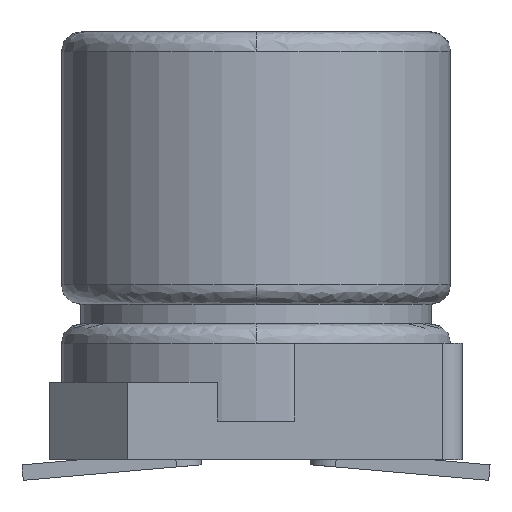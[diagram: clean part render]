
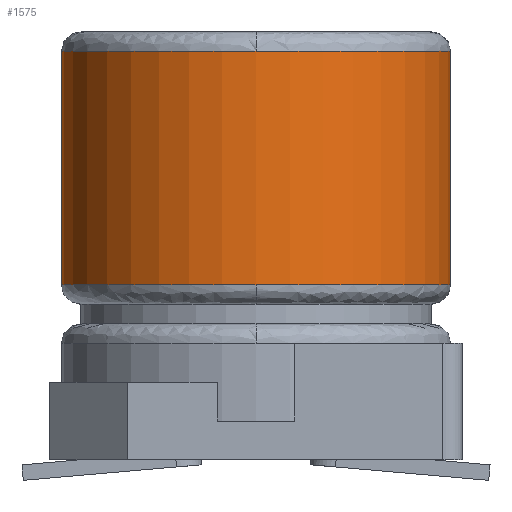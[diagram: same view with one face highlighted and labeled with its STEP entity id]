
A CAD part, front view. The second image highlights one B-rep face of the part: STEP entity #1575.
In plain terms, the highlighted cylindrical face has radius 2.5 mm (diameter 5 mm), a partial arc.
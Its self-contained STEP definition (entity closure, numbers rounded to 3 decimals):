
#38 = CARTESIAN_POINT ( 'NONE',  ( 0., 0., 0. ) ) ;
#182 = DIRECTION ( 'NONE',  ( 0., 0., 1. ) ) ;
#271 = DIRECTION ( 'NONE',  ( 1., 0., 0. ) ) ;
#336 = DIRECTION ( 'NONE',  ( 0., 0., 1. ) ) ;
#365 = ORIENTED_EDGE ( 'NONE', *, *, #1723, .F. ) ;
#375 = LINE ( 'NONE', #1293, #3093 ) ;
#434 = VERTEX_POINT ( 'NONE', #3121 ) ;
#459 = ORIENTED_EDGE ( 'NONE', *, *, #2739, .T. ) ;
#487 = CARTESIAN_POINT ( 'NONE',  ( 0., -2.5, 2.25 ) ) ;
#515 = CYLINDRICAL_SURFACE ( 'NONE', #3316, 2.5 ) ;
#551 = DIRECTION ( 'NONE',  ( 0., 0., 1. ) ) ;
#614 = CIRCLE ( 'NONE', #926, 2.5 ) ;
#632 = ORIENTED_EDGE ( 'NONE', *, *, #2824, .T. ) ;
#641 = CARTESIAN_POINT ( 'NONE',  ( -2.5, 0., 5.25 ) ) ;
#646 = DIRECTION ( 'NONE',  ( 0., 0., 1. ) ) ;
#797 = DIRECTION ( 'NONE',  ( 0., 0., 1. ) ) ;
#873 = ORIENTED_EDGE ( 'NONE', *, *, #1767, .T. ) ;
#926 = AXIS2_PLACEMENT_3D ( 'NONE', #1653, #2418, #1110 ) ;
#965 = VECTOR ( 'NONE', #182, 1000. ) ;
#1091 = CARTESIAN_POINT ( 'NONE',  ( -2.5, 0., 2.25 ) ) ;
#1110 = DIRECTION ( 'NONE',  ( 1., 0., 0. ) ) ;
#1135 = DIRECTION ( 'NONE',  ( 1., 0., 0. ) ) ;
#1286 = AXIS2_PLACEMENT_3D ( 'NONE', #1852, #551, #271 ) ;
#1293 = CARTESIAN_POINT ( 'NONE',  ( 2.5, 0., 0. ) ) ;
#1303 = ORIENTED_EDGE ( 'NONE', *, *, #2545, .T. ) ;
#1521 = VERTEX_POINT ( 'NONE', #487 ) ;
#1535 = CARTESIAN_POINT ( 'NONE',  ( 2.5, 0., 5.25 ) ) ;
#1572 = ORIENTED_EDGE ( 'NONE', *, *, #2115, .T. ) ;
#1575 = ADVANCED_FACE ( 'NONE', ( #1961 ), #515, .T. ) ;
#1639 = CARTESIAN_POINT ( 'NONE',  ( 0., -2.5, 5.25 ) ) ;
#1653 = CARTESIAN_POINT ( 'NONE',  ( 0., 0., 5.25 ) ) ;
#1723 = EDGE_CURVE ( 'NONE', #1937, #3415, #2774, .T. ) ;
#1762 = DIRECTION ( 'NONE',  ( 1., 0., 0. ) ) ;
#1767 = EDGE_CURVE ( 'NONE', #3114, #2725, #2972, .T. ) ;
#1852 = CARTESIAN_POINT ( 'NONE',  ( 0., 0., 2.25 ) ) ;
#1937 = VERTEX_POINT ( 'NONE', #1091 ) ;
#1961 = FACE_OUTER_BOUND ( 'NONE', #2675, .T. ) ;
#2019 = DIRECTION ( 'NONE',  ( 0., 0., -1. ) ) ;
#2083 = CIRCLE ( 'NONE', #1286, 2.5 ) ;
#2115 = EDGE_CURVE ( 'NONE', #1521, #434, #2083, .T. ) ;
#2404 = AXIS2_PLACEMENT_3D ( 'NONE', #3022, #646, #1135 ) ;
#2418 = DIRECTION ( 'NONE',  ( 0., 0., -1. ) ) ;
#2545 = EDGE_CURVE ( 'NONE', #434, #3114, #375, .T. ) ;
#2548 = AXIS2_PLACEMENT_3D ( 'NONE', #3364, #2019, #1762 ) ;
#2675 = EDGE_LOOP ( 'NONE', ( #365, #632, #1572, #1303, #873, #459 ) ) ;
#2725 = VERTEX_POINT ( 'NONE', #1639 ) ;
#2726 = DIRECTION ( 'NONE',  ( 1., 0., 0. ) ) ;
#2739 = EDGE_CURVE ( 'NONE', #2725, #3415, #614, .T. ) ;
#2774 = LINE ( 'NONE', #3332, #965 ) ;
#2824 = EDGE_CURVE ( 'NONE', #1937, #1521, #2911, .T. ) ;
#2911 = CIRCLE ( 'NONE', #2404, 2.5 ) ;
#2972 = CIRCLE ( 'NONE', #2548, 2.5 ) ;
#3022 = CARTESIAN_POINT ( 'NONE',  ( 0., 0., 2.25 ) ) ;
#3093 = VECTOR ( 'NONE', #797, 1000. ) ;
#3114 = VERTEX_POINT ( 'NONE', #1535 ) ;
#3121 = CARTESIAN_POINT ( 'NONE',  ( 2.5, 0., 2.25 ) ) ;
#3316 = AXIS2_PLACEMENT_3D ( 'NONE', #38, #336, #2726 ) ;
#3332 = CARTESIAN_POINT ( 'NONE',  ( -2.5, 0., 0. ) ) ;
#3364 = CARTESIAN_POINT ( 'NONE',  ( 0., 0., 5.25 ) ) ;
#3415 = VERTEX_POINT ( 'NONE', #641 ) ;
